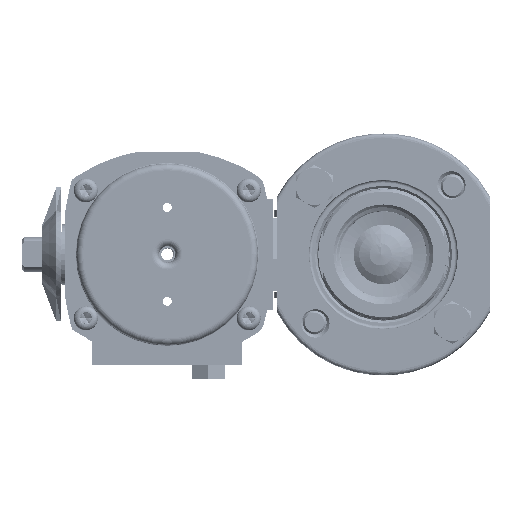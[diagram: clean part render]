
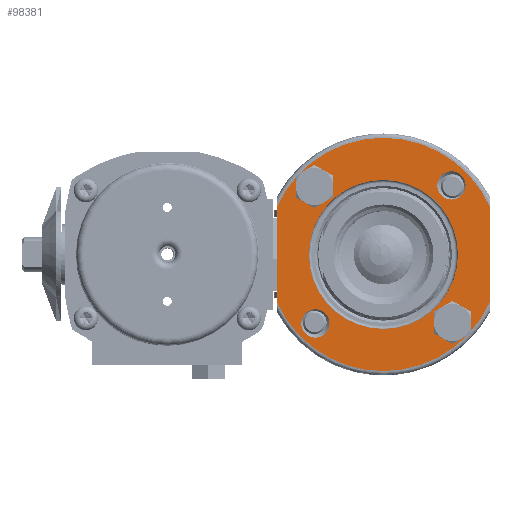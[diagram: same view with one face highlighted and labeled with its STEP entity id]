
A CAD part, left-side view. The second image highlights one B-rep face of the part: STEP entity #98381.
In plain terms, the highlighted planar face has unit normal (-1, 0, 0).
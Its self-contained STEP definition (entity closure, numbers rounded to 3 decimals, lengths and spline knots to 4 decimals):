
#2893 = FACE_BOUND ( 'NONE', #81327, .T. ) ;
#4723 = DIRECTION ( 'NONE',  ( 1., 0., 0. ) ) ;
#5042 = CIRCLE ( 'NONE', #175826, 0.1901 ) ;
#5433 = CARTESIAN_POINT ( 'NONE',  ( -1.2234, -1.0165, 3.037 ) ) ;
#8418 = EDGE_CURVE ( 'NONE', #168626, #115476, #106699, .T. ) ;
#12014 = CARTESIAN_POINT ( 'NONE',  ( -1.2234, 1.326, -0.0463 ) ) ;
#16872 = AXIS2_PLACEMENT_3D ( 'NONE', #168883, #80975, #183802 ) ;
#17255 = EDGE_LOOP ( 'NONE', ( #34524, #59115 ) ) ;
#18286 = CIRCLE ( 'NONE', #131942, 0.1901 ) ;
#18569 = DIRECTION ( 'NONE',  ( -1., 0., 0. ) ) ;
#20238 = DIRECTION ( 'NONE',  ( 0., 1., 0. ) ) ;
#21173 = DIRECTION ( 'NONE',  ( 1., 0., 0. ) ) ;
#23854 = ORIENTED_EDGE ( 'NONE', *, *, #28162, .T. ) ;
#26803 = DIRECTION ( 'NONE',  ( 0., 0., 1. ) ) ;
#28162 = EDGE_CURVE ( 'NONE', #66826, #117158, #170603, .T. ) ;
#28750 = CARTESIAN_POINT ( 'NONE',  ( -1.2234, -1.2065, 3.037 ) ) ;
#29128 = ORIENTED_EDGE ( 'NONE', *, *, #43877, .T. ) ;
#32417 = EDGE_CURVE ( 'NONE', #151707, #185850, #135309, .T. ) ;
#33457 = DIRECTION ( 'NONE',  ( -1., 0., 0. ) ) ;
#33627 = DIRECTION ( 'NONE',  ( 1., 0., 0. ) ) ;
#34524 = ORIENTED_EDGE ( 'NONE', *, *, #8418, .T. ) ;
#35682 = AXIS2_PLACEMENT_3D ( 'NONE', #121508, #33627, #136225 ) ;
#36963 = ORIENTED_EDGE ( 'NONE', *, *, #179934, .T. ) ;
#40776 = VERTEX_POINT ( 'NONE', #124426 ) ;
#42049 = FACE_BOUND ( 'NONE', #17255, .T. ) ;
#43877 = EDGE_CURVE ( 'NONE', #40776, #163345, #5042, .T. ) ;
#44165 = CARTESIAN_POINT ( 'NONE',  ( -1.2234, -1.534, -0.0463 ) ) ;
#46644 = CARTESIAN_POINT ( 'NONE',  ( -1.2234, 0.896, 2.111 ) ) ;
#46743 = AXIS2_PLACEMENT_3D ( 'NONE', #121345, #33457, #136059 ) ;
#48431 = CARTESIAN_POINT ( 'NONE',  ( -1.2234, 0.8084, 1.185 ) ) ;
#49468 = ORIENTED_EDGE ( 'NONE', *, *, #148170, .T. ) ;
#50533 = CARTESIAN_POINT ( 'NONE',  ( -1.2234, -0.84, 1.1986 ) ) ;
#59115 = ORIENTED_EDGE ( 'NONE', *, *, #175302, .T. ) ;
#59124 = CIRCLE ( 'NONE', #190233, 0.1901 ) ;
#61107 = AXIS2_PLACEMENT_3D ( 'NONE', #175881, #87881, #190766 ) ;
#62558 = EDGE_CURVE ( 'NONE', #168958, #134890, #70116, .T. ) ;
#63208 = DIRECTION ( 'NONE',  ( 0., 1., 0. ) ) ;
#64300 = LINE ( 'NONE', #12014, #176955 ) ;
#65761 = CIRCLE ( 'NONE', #101581, 0.1901 ) ;
#66826 = VERTEX_POINT ( 'NONE', #101392 ) ;
#68158 = DIRECTION ( 'NONE',  ( 0., 1., 0. ) ) ;
#70116 = CIRCLE ( 'NONE', #16872, 0.1901 ) ;
#71964 = ORIENTED_EDGE ( 'NONE', *, *, #136630, .F. ) ;
#77509 = CARTESIAN_POINT ( 'NONE',  ( -1.2234, 0.8084, 1.185 ) ) ;
#78131 = CARTESIAN_POINT ( 'NONE',  ( -1.2234, -1.534, 2.7469 ) ) ;
#80975 = DIRECTION ( 'NONE',  ( 1., 0., 0. ) ) ;
#81128 = FACE_BOUND ( 'NONE', #90316, .T. ) ;
#81327 = EDGE_LOOP ( 'NONE', ( #95909, #187713 ) ) ;
#83122 = DIRECTION ( 'NONE',  ( -1., 0., 0. ) ) ;
#83177 = EDGE_LOOP ( 'NONE', ( #139842, #36963 ) ) ;
#84543 = CARTESIAN_POINT ( 'NONE',  ( -1.2234, 0.9985, 1.185 ) ) ;
#85763 = FACE_BOUND ( 'NONE', #170904, .T. ) ;
#85816 = CARTESIAN_POINT ( 'NONE',  ( -1.2234, 0.822, 3.0234 ) ) ;
#86151 = VERTEX_POINT ( 'NONE', #178703 ) ;
#86512 = EDGE_CURVE ( 'NONE', #165801, #86151, #165660, .T. ) ;
#87881 = DIRECTION ( 'NONE',  ( -1., 0., 0. ) ) ;
#87933 = EDGE_CURVE ( 'NONE', #120578, #113277, #99061, .T. ) ;
#90316 = EDGE_LOOP ( 'NONE', ( #49468, #145853 ) ) ;
#92313 = DIRECTION ( 'NONE',  ( 0., 1., 0. ) ) ;
#92820 = CARTESIAN_POINT ( 'NONE',  ( -1.2234, 0.822, 3.0234 ) ) ;
#95909 = ORIENTED_EDGE ( 'NONE', *, *, #118382, .F. ) ;
#96876 = AXIS2_PLACEMENT_3D ( 'NONE', #111827, #155979, #68158 ) ;
#98103 = AXIS2_PLACEMENT_3D ( 'NONE', #92820, #4723, #107557 ) ;
#98381 = ADVANCED_FACE ( 'NONE', ( #81128, #120097, #85763, #42049, #2893, #154476 ), #170285, .F. ) ;
#99061 = CIRCLE ( 'NONE', #130400, 0.1901 ) ;
#100553 = DIRECTION ( 'NONE',  ( 0., 1., 0. ) ) ;
#101392 = CARTESIAN_POINT ( 'NONE',  ( -1.2234, 1.326, 1.4751 ) ) ;
#101581 = AXIS2_PLACEMENT_3D ( 'NONE', #109161, #21173, #123881 ) ;
#105425 = CARTESIAN_POINT ( 'NONE',  ( -1.2234, 1.326, 2.7469 ) ) ;
#106604 = CARTESIAN_POINT ( 'NONE',  ( -1.2234, -0.104, 2.111 ) ) ;
#106699 = CIRCLE ( 'NONE', #98103, 0.1901 ) ;
#107557 = DIRECTION ( 'NONE',  ( 0., 1., 0. ) ) ;
#107796 = ORIENTED_EDGE ( 'NONE', *, *, #111465, .F. ) ;
#108273 = DIRECTION ( 'NONE',  ( 1., 0., 0. ) ) ;
#109161 = CARTESIAN_POINT ( 'NONE',  ( -1.2234, -1.0165, 3.037 ) ) ;
#111465 = EDGE_CURVE ( 'NONE', #151707, #117158, #155968, .T. ) ;
#111827 = CARTESIAN_POINT ( 'NONE',  ( -1.2234, -0.104, 3.111 ) ) ;
#113277 = VERTEX_POINT ( 'NONE', #123674 ) ;
#115476 = VERTEX_POINT ( 'NONE', #169728 ) ;
#117158 = VERTEX_POINT ( 'NONE', #182076 ) ;
#118382 = EDGE_CURVE ( 'NONE', #86151, #165801, #149700, .T. ) ;
#120097 = FACE_BOUND ( 'NONE', #83177, .T. ) ;
#120578 = VERTEX_POINT ( 'NONE', #84543 ) ;
#120937 = CARTESIAN_POINT ( 'NONE',  ( -1.2234, 0.6319, 3.0234 ) ) ;
#121279 = DIRECTION ( 'NONE',  ( 0., -1., 0. ) ) ;
#121345 = CARTESIAN_POINT ( 'NONE',  ( -1.2234, -0.104, 2.111 ) ) ;
#121508 = CARTESIAN_POINT ( 'NONE',  ( -1.2234, -1.03, 1.1986 ) ) ;
#123674 = CARTESIAN_POINT ( 'NONE',  ( -1.2234, 0.6183, 1.185 ) ) ;
#123881 = DIRECTION ( 'NONE',  ( 0., 1., 0. ) ) ;
#124426 = CARTESIAN_POINT ( 'NONE',  ( -1.2234, -0.8264, 3.037 ) ) ;
#127266 = CARTESIAN_POINT ( 'NONE',  ( -1.2234, -1.2201, 1.1986 ) ) ;
#128535 = EDGE_CURVE ( 'NONE', #163345, #40776, #65761, .T. ) ;
#130400 = AXIS2_PLACEMENT_3D ( 'NONE', #77509, #180361, #92313 ) ;
#131942 = AXIS2_PLACEMENT_3D ( 'NONE', #48431, #151010, #63208 ) ;
#133774 = AXIS2_PLACEMENT_3D ( 'NONE', #106604, #18569, #121279 ) ;
#134890 = VERTEX_POINT ( 'NONE', #50533 ) ;
#135309 = CIRCLE ( 'NONE', #133774, 1.565 ) ;
#136059 = DIRECTION ( 'NONE',  ( 0., -1., 0. ) ) ;
#136225 = DIRECTION ( 'NONE',  ( 0., 1., 0. ) ) ;
#136630 = EDGE_CURVE ( 'NONE', #66826, #185850, #64300, .T. ) ;
#139842 = ORIENTED_EDGE ( 'NONE', *, *, #62558, .T. ) ;
#145853 = ORIENTED_EDGE ( 'NONE', *, *, #87933, .T. ) ;
#147217 = ORIENTED_EDGE ( 'NONE', *, *, #128535, .T. ) ;
#148170 = EDGE_CURVE ( 'NONE', #113277, #120578, #18286, .T. ) ;
#149700 = CIRCLE ( 'NONE', #61107, 1. ) ;
#151010 = DIRECTION ( 'NONE',  ( 1., 0., 0. ) ) ;
#151707 = VERTEX_POINT ( 'NONE', #78131 ) ;
#154476 = FACE_OUTER_BOUND ( 'NONE', #160037, .T. ) ;
#155968 = LINE ( 'NONE', #44165, #190764 ) ;
#155979 = DIRECTION ( 'NONE',  ( 1., 0., 0. ) ) ;
#158172 = AXIS2_PLACEMENT_3D ( 'NONE', #171072, #83122, #185968 ) ;
#160037 = EDGE_LOOP ( 'NONE', ( #107796, #167827, #71964, #23854 ) ) ;
#163345 = VERTEX_POINT ( 'NONE', #28750 ) ;
#165660 = CIRCLE ( 'NONE', #46743, 1. ) ;
#165801 = VERTEX_POINT ( 'NONE', #46644 ) ;
#167827 = ORIENTED_EDGE ( 'NONE', *, *, #32417, .T. ) ;
#168626 = VERTEX_POINT ( 'NONE', #120937 ) ;
#168883 = CARTESIAN_POINT ( 'NONE',  ( -1.2234, -1.03, 1.1986 ) ) ;
#168958 = VERTEX_POINT ( 'NONE', #127266 ) ;
#169728 = CARTESIAN_POINT ( 'NONE',  ( -1.2234, 1.012, 3.0234 ) ) ;
#170285 = PLANE ( 'NONE',  #96876 ) ;
#170603 = CIRCLE ( 'NONE', #158172, 1.565 ) ;
#170904 = EDGE_LOOP ( 'NONE', ( #147217, #29128 ) ) ;
#171072 = CARTESIAN_POINT ( 'NONE',  ( -1.2234, -0.104, 2.111 ) ) ;
#175302 = EDGE_CURVE ( 'NONE', #115476, #168626, #59124, .T. ) ;
#175826 = AXIS2_PLACEMENT_3D ( 'NONE', #5433, #108273, #20238 ) ;
#175881 = CARTESIAN_POINT ( 'NONE',  ( -1.2234, -0.104, 2.111 ) ) ;
#175903 = DIRECTION ( 'NONE',  ( 0., 0., -1. ) ) ;
#176955 = VECTOR ( 'NONE', #26803, 39.3701 ) ;
#178703 = CARTESIAN_POINT ( 'NONE',  ( -1.2234, -1.104, 2.111 ) ) ;
#179934 = EDGE_CURVE ( 'NONE', #134890, #168958, #189197, .T. ) ;
#180361 = DIRECTION ( 'NONE',  ( 1., 0., 0. ) ) ;
#182076 = CARTESIAN_POINT ( 'NONE',  ( -1.2234, -1.534, 1.4751 ) ) ;
#183802 = DIRECTION ( 'NONE',  ( 0., 1., 0. ) ) ;
#185850 = VERTEX_POINT ( 'NONE', #105425 ) ;
#185968 = DIRECTION ( 'NONE',  ( 0., -1., 0. ) ) ;
#187713 = ORIENTED_EDGE ( 'NONE', *, *, #86512, .F. ) ;
#188661 = DIRECTION ( 'NONE',  ( 1., 0., 0. ) ) ;
#189197 = CIRCLE ( 'NONE', #35682, 0.1901 ) ;
#190233 = AXIS2_PLACEMENT_3D ( 'NONE', #85816, #188661, #100553 ) ;
#190764 = VECTOR ( 'NONE', #175903, 39.3701 ) ;
#190766 = DIRECTION ( 'NONE',  ( 0., -1., 0. ) ) ;
